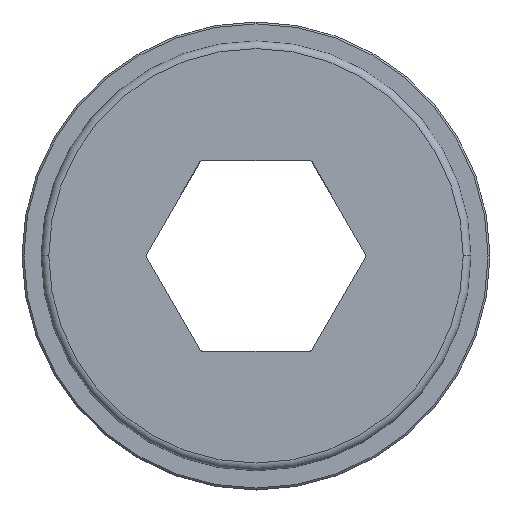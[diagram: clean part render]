
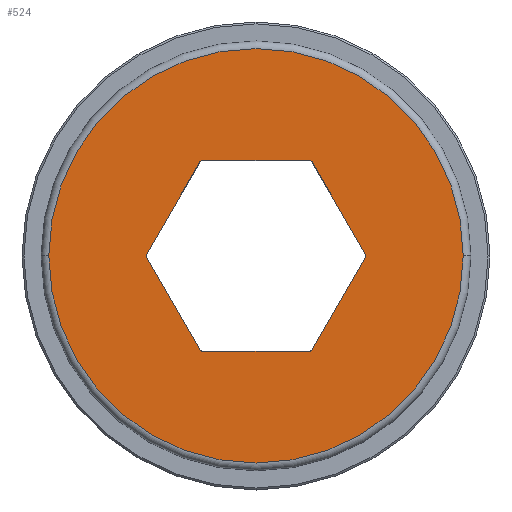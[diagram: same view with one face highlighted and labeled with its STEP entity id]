
A CAD part, top view. The second image highlights one B-rep face of the part: STEP entity #524.
In plain terms, the highlighted planar face has unit normal (0, 0, 1).
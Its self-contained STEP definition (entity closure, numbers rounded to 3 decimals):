
#4 = ORIENTED_EDGE ( 'NONE', *, *, #725, .T. ) ;
#7 = CIRCLE ( 'NONE', #503, 13.78 ) ;
#16 = DIRECTION ( 'NONE',  ( -1., 0., 0. ) ) ;
#21 = DIRECTION ( 'NONE',  ( 0.5, 0.866, 0. ) ) ;
#22 = CARTESIAN_POINT ( 'NONE',  ( 3.549, -6.35, 0. ) ) ;
#35 = AXIS2_PLACEMENT_3D ( 'NONE', #489, #482, #513 ) ;
#49 = CIRCLE ( 'NONE', #591, 0.203 ) ;
#51 = DIRECTION ( 'NONE',  ( -1., 0., 0. ) ) ;
#52 = VECTOR ( 'NONE', #268, 1000. ) ;
#62 = CIRCLE ( 'NONE', #656, 0.203 ) ;
#86 = CARTESIAN_POINT ( 'NONE',  ( 13.78, 0., 0. ) ) ;
#89 = EDGE_CURVE ( 'NONE', #359, #678, #256, .T. ) ;
#90 = VERTEX_POINT ( 'NONE', #162 ) ;
#94 = LINE ( 'NONE', #180, #392 ) ;
#102 = VERTEX_POINT ( 'NONE', #730 ) ;
#103 = CARTESIAN_POINT ( 'NONE',  ( 7.274, 0.102, 0. ) ) ;
#108 = EDGE_LOOP ( 'NONE', ( #302, #874 ) ) ;
#117 = ORIENTED_EDGE ( 'NONE', *, *, #284, .T. ) ;
#119 = CARTESIAN_POINT ( 'NONE',  ( 0., 0., 0. ) ) ;
#130 = EDGE_CURVE ( 'NONE', #875, #493, #637, .T. ) ;
#131 = DIRECTION ( 'NONE',  ( 0., 0., 1. ) ) ;
#143 = AXIS2_PLACEMENT_3D ( 'NONE', #839, #155, #735 ) ;
#155 = DIRECTION ( 'NONE',  ( 0., 0., 1. ) ) ;
#156 = DIRECTION ( 'NONE',  ( 0., 0., 1. ) ) ;
#162 = CARTESIAN_POINT ( 'NONE',  ( -13.78, 0., 0. ) ) ;
#173 = DIRECTION ( 'NONE',  ( 0., 0., 1. ) ) ;
#180 = CARTESIAN_POINT ( 'NONE',  ( 7.332, 0., 0. ) ) ;
#215 = ORIENTED_EDGE ( 'NONE', *, *, #313, .T. ) ;
#218 = AXIS2_PLACEMENT_3D ( 'NONE', #235, #795, #431 ) ;
#230 = CARTESIAN_POINT ( 'NONE',  ( -3.725, -6.248, 0. ) ) ;
#235 = CARTESIAN_POINT ( 'NONE',  ( -7.098, 0., 0. ) ) ;
#246 = ORIENTED_EDGE ( 'NONE', *, *, #923, .F. ) ;
#251 = DIRECTION ( 'NONE',  ( -1., 0., 0. ) ) ;
#256 = CIRCLE ( 'NONE', #35, 0.203 ) ;
#267 = EDGE_CURVE ( 'NONE', #820, #398, #792, .T. ) ;
#268 = DIRECTION ( 'NONE',  ( 1., 0., 0. ) ) ;
#284 = EDGE_CURVE ( 'NONE', #102, #493, #586, .T. ) ;
#293 = EDGE_CURVE ( 'NONE', #736, #90, #7, .T. ) ;
#302 = ORIENTED_EDGE ( 'NONE', *, *, #488, .F. ) ;
#313 = EDGE_CURVE ( 'NONE', #359, #438, #476, .T. ) ;
#351 = EDGE_CURVE ( 'NONE', #102, #469, #597, .T. ) ;
#359 = VERTEX_POINT ( 'NONE', #230 ) ;
#362 = CARTESIAN_POINT ( 'NONE',  ( 0., 0., 0. ) ) ;
#366 = LINE ( 'NONE', #882, #743 ) ;
#367 = EDGE_LOOP ( 'NONE', ( #831, #629, #117, #909, #4, #644, #246, #766, #673, #750, #598, #215, #474 ) ) ;
#372 = FACE_OUTER_BOUND ( 'NONE', #108, .T. ) ;
#374 = AXIS2_PLACEMENT_3D ( 'NONE', #879, #173, #522 ) ;
#377 = LINE ( 'NONE', #681, #433 ) ;
#392 = VECTOR ( 'NONE', #454, 1000. ) ;
#393 = CARTESIAN_POINT ( 'NONE',  ( -3.549, -6.35, 0. ) ) ;
#398 = VERTEX_POINT ( 'NONE', #103 ) ;
#404 = CARTESIAN_POINT ( 'NONE',  ( 7.274, -0.102, 0. ) ) ;
#410 = DIRECTION ( 'NONE',  ( -0.5, 0.866, 0. ) ) ;
#411 = CARTESIAN_POINT ( 'NONE',  ( -7.274, 0.102, 0. ) ) ;
#431 = DIRECTION ( 'NONE',  ( -1., 0., 0. ) ) ;
#433 = VECTOR ( 'NONE', #873, 1000. ) ;
#438 = VERTEX_POINT ( 'NONE', #783 ) ;
#446 = AXIS2_PLACEMENT_3D ( 'NONE', #864, #722, #934 ) ;
#449 = EDGE_CURVE ( 'NONE', #906, #438, #853, .T. ) ;
#454 = DIRECTION ( 'NONE',  ( -0.5, -0.866, 0. ) ) ;
#469 = VERTEX_POINT ( 'NONE', #578 ) ;
#472 = DIRECTION ( 'NONE',  ( 0., 0., 1. ) ) ;
#474 = ORIENTED_EDGE ( 'NONE', *, *, #449, .F. ) ;
#476 = LINE ( 'NONE', #639, #636 ) ;
#477 = CARTESIAN_POINT ( 'NONE',  ( 7.301, 0., 0. ) ) ;
#482 = DIRECTION ( 'NONE',  ( 0., 0., 1. ) ) ;
#488 = EDGE_CURVE ( 'NONE', #90, #736, #771, .T. ) ;
#489 = CARTESIAN_POINT ( 'NONE',  ( -3.549, -6.147, 0. ) ) ;
#493 = VERTEX_POINT ( 'NONE', #921 ) ;
#503 = AXIS2_PLACEMENT_3D ( 'NONE', #119, #618, #251 ) ;
#513 = DIRECTION ( 'NONE',  ( -1., 0., 0. ) ) ;
#520 = DIRECTION ( 'NONE',  ( -1., 0., 0. ) ) ;
#522 = DIRECTION ( 'NONE',  ( -1., 0., 0. ) ) ;
#524 = ADVANCED_FACE ( 'NONE', ( #538, #372 ), #526, .T. ) ;
#526 = PLANE ( 'NONE',  #738 ) ;
#527 = VERTEX_POINT ( 'NONE', #22 ) ;
#531 = CARTESIAN_POINT ( 'NONE',  ( -3.666, 6.35, 0. ) ) ;
#538 = FACE_BOUND ( 'NONE', #367, .T. ) ;
#556 = CARTESIAN_POINT ( 'NONE',  ( 7.098, 0., 0. ) ) ;
#562 = CARTESIAN_POINT ( 'NONE',  ( 3.725, 6.248, 0. ) ) ;
#578 = CARTESIAN_POINT ( 'NONE',  ( -3.725, 6.248, 0. ) ) ;
#586 = LINE ( 'NONE', #531, #52 ) ;
#591 = AXIS2_PLACEMENT_3D ( 'NONE', #619, #131, #893 ) ;
#597 = CIRCLE ( 'NONE', #143, 0.203 ) ;
#598 = ORIENTED_EDGE ( 'NONE', *, *, #89, .F. ) ;
#610 = CARTESIAN_POINT ( 'NONE',  ( 3.666, -6.35, 0. ) ) ;
#618 = DIRECTION ( 'NONE',  ( 0., 0., -1. ) ) ;
#619 = CARTESIAN_POINT ( 'NONE',  ( 3.549, -6.147, 0. ) ) ;
#629 = ORIENTED_EDGE ( 'NONE', *, *, #351, .F. ) ;
#636 = VECTOR ( 'NONE', #410, 1000. ) ;
#637 = CIRCLE ( 'NONE', #374, 0.203 ) ;
#639 = CARTESIAN_POINT ( 'NONE',  ( -3.666, -6.35, 0. ) ) ;
#644 = ORIENTED_EDGE ( 'NONE', *, *, #267, .F. ) ;
#656 = AXIS2_PLACEMENT_3D ( 'NONE', #556, #472, #51 ) ;
#667 = DIRECTION ( 'NONE',  ( 0., -1., 0. ) ) ;
#673 = ORIENTED_EDGE ( 'NONE', *, *, #881, .F. ) ;
#677 = DIRECTION ( 'NONE',  ( 0., 0., 1. ) ) ;
#678 = VERTEX_POINT ( 'NONE', #393 ) ;
#681 = CARTESIAN_POINT ( 'NONE',  ( 3.666, 6.35, 0. ) ) ;
#720 = EDGE_CURVE ( 'NONE', #527, #678, #747, .T. ) ;
#722 = DIRECTION ( 'NONE',  ( 0., 0., -1. ) ) ;
#723 = VERTEX_POINT ( 'NONE', #802 ) ;
#725 = EDGE_CURVE ( 'NONE', #875, #398, #377, .T. ) ;
#730 = CARTESIAN_POINT ( 'NONE',  ( -3.549, 6.35, 0. ) ) ;
#731 = CARTESIAN_POINT ( 'NONE',  ( 7.098, 0., 0. ) ) ;
#735 = DIRECTION ( 'NONE',  ( -1., 0., 0. ) ) ;
#736 = VERTEX_POINT ( 'NONE', #86 ) ;
#738 = AXIS2_PLACEMENT_3D ( 'NONE', #362, #677, #667 ) ;
#743 = VECTOR ( 'NONE', #21, 1000. ) ;
#747 = LINE ( 'NONE', #610, #890 ) ;
#750 = ORIENTED_EDGE ( 'NONE', *, *, #720, .T. ) ;
#757 = EDGE_CURVE ( 'NONE', #906, #469, #366, .T. ) ;
#766 = ORIENTED_EDGE ( 'NONE', *, *, #782, .T. ) ;
#771 = CIRCLE ( 'NONE', #446, 13.78 ) ;
#782 = EDGE_CURVE ( 'NONE', #810, #723, #94, .T. ) ;
#783 = CARTESIAN_POINT ( 'NONE',  ( -7.274, -0.102, 0. ) ) ;
#792 = CIRCLE ( 'NONE', #912, 0.203 ) ;
#795 = DIRECTION ( 'NONE',  ( 0., 0., 1. ) ) ;
#802 = CARTESIAN_POINT ( 'NONE',  ( 3.725, -6.248, 0. ) ) ;
#810 = VERTEX_POINT ( 'NONE', #404 ) ;
#820 = VERTEX_POINT ( 'NONE', #477 ) ;
#831 = ORIENTED_EDGE ( 'NONE', *, *, #757, .T. ) ;
#839 = CARTESIAN_POINT ( 'NONE',  ( -3.549, 6.147, 0. ) ) ;
#853 = CIRCLE ( 'NONE', #218, 0.203 ) ;
#864 = CARTESIAN_POINT ( 'NONE',  ( 0., 0., 0. ) ) ;
#873 = DIRECTION ( 'NONE',  ( 0.5, -0.866, 0. ) ) ;
#874 = ORIENTED_EDGE ( 'NONE', *, *, #293, .F. ) ;
#875 = VERTEX_POINT ( 'NONE', #562 ) ;
#879 = CARTESIAN_POINT ( 'NONE',  ( 3.549, 6.147, 0. ) ) ;
#881 = EDGE_CURVE ( 'NONE', #527, #723, #49, .T. ) ;
#882 = CARTESIAN_POINT ( 'NONE',  ( -7.332, 0., 0. ) ) ;
#890 = VECTOR ( 'NONE', #16, 1000. ) ;
#893 = DIRECTION ( 'NONE',  ( -1., 0., 0. ) ) ;
#906 = VERTEX_POINT ( 'NONE', #411 ) ;
#909 = ORIENTED_EDGE ( 'NONE', *, *, #130, .F. ) ;
#912 = AXIS2_PLACEMENT_3D ( 'NONE', #731, #156, #520 ) ;
#921 = CARTESIAN_POINT ( 'NONE',  ( 3.549, 6.35, 0. ) ) ;
#923 = EDGE_CURVE ( 'NONE', #810, #820, #62, .T. ) ;
#934 = DIRECTION ( 'NONE',  ( -1., 0., 0. ) ) ;
